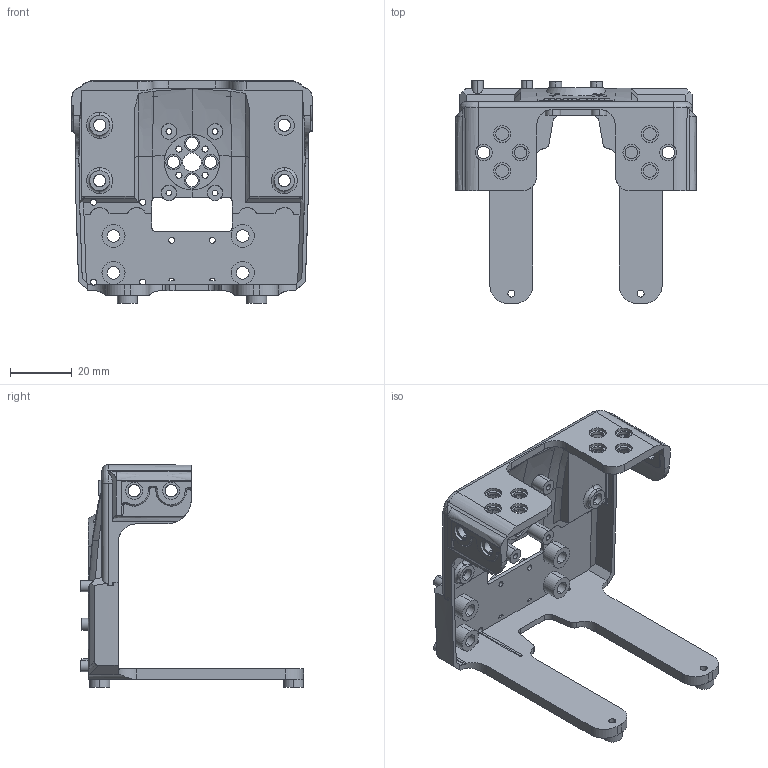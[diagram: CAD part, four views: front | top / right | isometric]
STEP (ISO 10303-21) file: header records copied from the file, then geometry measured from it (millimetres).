
FILE_DESCRIPTION (( 'STEP AP203' ), '1' );
FILE_NAME ('Upgrade_Body_cover_v2_Default_sldprt.STEP', '2021-01-18T18:43:53', ( '' ), ( '' ), 'SwSTEP 2.0', 'SolidWorks 2020', '' );
FILE_SCHEMA (( 'CONFIG_CONTROL_DESIGN' ));
Length unit declared in the file: millimetre
Products named in the file (1): Upgrade_Body_cover_v2_Default_sldprt
Bounding box: 78 x 72.5 x 72.42 mm (x, y, z)
Volume: 22523 mm3; surface area: 24863.9 mm2
Topology: 1 solids, 3 shells, 647 faces, 1754 edges, 1165 vertices
Faces by surface type: cylinder 272, plane 250, bspline 95, cone 22, torus 8
Entity records: 32598 total; most frequent: CARTESIAN_POINT 17150, ORIENTED_EDGE 3508, DIRECTION 2685, EDGE_CURVE 1754, VERTEX_POINT 1165, AXIS2_PLACEMENT_3D 989, EDGE_LOOP 791, VECTOR 707
